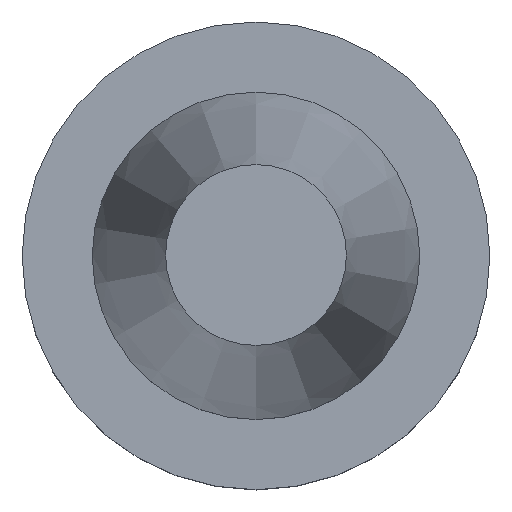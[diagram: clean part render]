
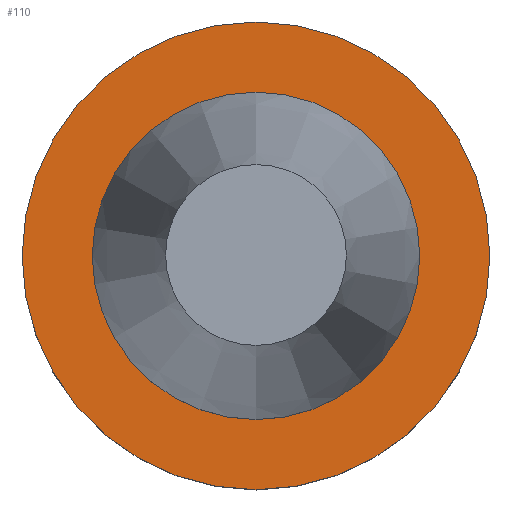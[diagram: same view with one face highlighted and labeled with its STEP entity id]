
A CAD part, top view. The second image highlights one B-rep face of the part: STEP entity #110.
In plain terms, the highlighted planar face has unit normal (0, 0, 1).
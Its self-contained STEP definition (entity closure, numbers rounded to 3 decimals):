
#83=EDGE_CURVE('Unnamed[1]',#195,#195,#196,.T.);
#90=EDGE_CURVE('Unnamed[1]',#206,#206,#207,.T.);
#110=ADVANCED_FACE('Unnamed[1]',(#236,#237),#238,.T.);
#195=VERTEX_POINT('',#339);
#196=CIRCLE('',#340,31.75);
#206=VERTEX_POINT('',#353);
#207=CIRCLE('',#354,22.225);
#236=FACE_OUTER_BOUND('',#389,.T.);
#237=FACE_BOUND('',#390,.T.);
#238=PLANE('',#391);
#339=CARTESIAN_POINT('',(0.,31.75,-1.));
#340=AXIS2_PLACEMENT_3D('',#489,#490,#491);
#353=CARTESIAN_POINT('',(0.,22.225,-1.));
#354=AXIS2_PLACEMENT_3D('',#501,#502,#503);
#389=EDGE_LOOP('',(#533));
#390=EDGE_LOOP('',(#534));
#391=AXIS2_PLACEMENT_3D('',#535,#536,#537);
#489=CARTESIAN_POINT('',(0.,0.,-1.));
#490=DIRECTION('',(0.,0.,-1.0));
#491=DIRECTION('',(0.,1.0,0.));
#501=CARTESIAN_POINT('',(0.,0.,-1.0));
#502=DIRECTION('',(0.,0.,-1.0));
#503=DIRECTION('',(0.,1.0,0.));
#533=ORIENTED_EDGE('',*,*,#83,.F.);
#534=ORIENTED_EDGE('',*,*,#90,.T.);
#535=CARTESIAN_POINT('',(0.,26.988,-1.));
#536=DIRECTION('',(0.,0.,1.0));
#537=DIRECTION('',(0.,-1.0,0.));
